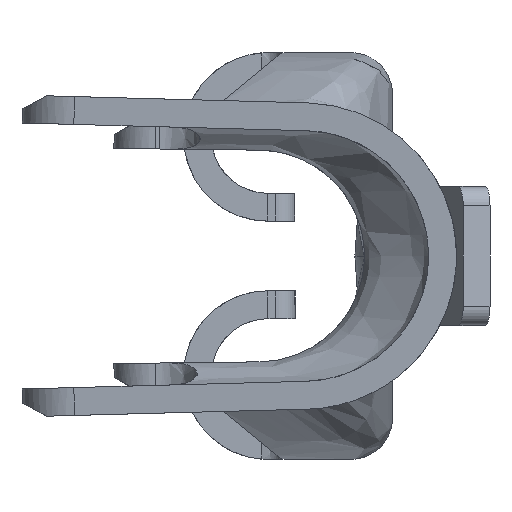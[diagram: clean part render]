
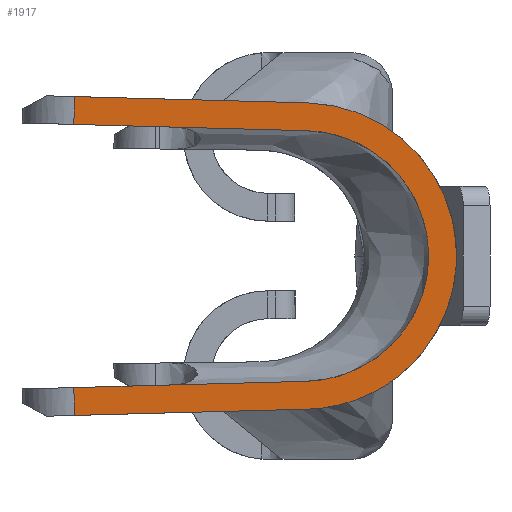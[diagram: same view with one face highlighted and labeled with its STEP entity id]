
A CAD part, left-side view. The second image highlights one B-rep face of the part: STEP entity #1917.
In plain terms, the highlighted planar face has unit normal (-0.998, 0.07, 0).
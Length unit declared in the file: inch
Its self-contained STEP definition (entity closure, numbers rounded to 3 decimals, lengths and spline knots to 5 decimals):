
#10 = EDGE_CURVE ( 'NONE', #1273, #2348, #5394, .T. ) ;
#96 = EDGE_CURVE ( 'NONE', #1657, #215, #5889, .T. ) ;
#117 = VECTOR ( 'NONE', #2345, 39.37008 ) ;
#164 = ORIENTED_EDGE ( 'NONE', *, *, #1369, .F. ) ;
#215 = VERTEX_POINT ( 'NONE', #3628 ) ;
#325 = EDGE_CURVE ( 'NONE', #1657, #1886, #2763, .T. ) ;
#328 = ORIENTED_EDGE ( 'NONE', *, *, #4288, .F. ) ;
#352 = DIRECTION ( 'NONE',  ( -0.07, -0.997, 0.027 ) ) ;
#374 = EDGE_CURVE ( 'NONE', #414, #5796, #4022, .T. ) ;
#414 = VERTEX_POINT ( 'NONE', #2310 ) ;
#748 = VERTEX_POINT ( 'NONE', #3150 ) ;
#811 = CARTESIAN_POINT ( 'NONE',  ( -0.60588, 0.02595, 0.04512 ) ) ;
#912 = CARTESIAN_POINT ( 'NONE',  ( -0.61221, -0.06455, 0.04269 ) ) ;
#1052 = CARTESIAN_POINT ( 'NONE',  ( -0.6059, 0.02568, -0.05512 ) ) ;
#1273 = VERTEX_POINT ( 'NONE', #2250 ) ;
#1369 = EDGE_CURVE ( 'NONE', #2348, #1886, #5275, .T. ) ;
#1391 = VECTOR ( 'NONE', #1719, 39.37008 ) ;
#1657 = VERTEX_POINT ( 'NONE', #2830 ) ;
#1719 = DIRECTION ( 'NONE',  ( 0.002, 0.027, -1. ) ) ;
#1815 = CARTESIAN_POINT ( 'NONE',  ( -0.60624, 0.02079, 0.04498 ) ) ;
#1867 = CARTESIAN_POINT ( 'NONE',  ( -0.61355, -0.08378, 0.05217 ) ) ;
#1885 = CARTESIAN_POINT ( 'NONE',  ( -0.60039, 0.1044, 0.04724 ) ) ;
#1886 = VERTEX_POINT ( 'NONE', #1885 ) ;
#1917 = ADVANCED_FACE ( 'NONE', ( #3494 ), #3391, .F. ) ;
#1937 = CARTESIAN_POINT ( 'NONE',  ( -0.60624, 0.02079, 0.04498 ) ) ;
#1952 = DIRECTION ( 'NONE',  ( 0.998, -0.07, 0. ) ) ;
#2217 = VECTOR ( 'NONE', #6181, 39.37008 ) ;
#2250 = CARTESIAN_POINT ( 'NONE',  ( -0.60624, 0.02079, -0.04498 ) ) ;
#2254 = CARTESIAN_POINT ( 'NONE',  ( -0.60041, 0.10413, -0.05723 ) ) ;
#2266 = VECTOR ( 'NONE', #352, 39.37008 ) ;
#2310 = CARTESIAN_POINT ( 'NONE',  ( -0.60039, 0.1044, -0.04724 ) ) ;
#2345 = DIRECTION ( 'NONE',  ( 0.07, 0.997, 0.027 ) ) ;
#2348 = VERTEX_POINT ( 'NONE', #1815 ) ;
#2363 = VECTOR ( 'NONE', #4029, 39.37008 ) ;
#2619 = VECTOR ( 'NONE', #5934, 39.37008 ) ;
#2763 = LINE ( 'NONE', #5482, #1391 ) ;
#2830 = CARTESIAN_POINT ( 'NONE',  ( -0.60041, 0.10413, 0.05723 ) ) ;
#3015 = ORIENTED_EDGE ( 'NONE', *, *, #374, .T. ) ;
#3016 = CARTESIAN_POINT ( 'NONE',  ( -0.6059, 0.02568, 0.05512 ) ) ;
#3149 = ORIENTED_EDGE ( 'NONE', *, *, #3468, .F. ) ;
#3150 = CARTESIAN_POINT ( 'NONE',  ( -0.60626, 0.02052, -0.05498 ) ) ;
#3251 = EDGE_CURVE ( 'NONE', #215, #748, #4709, .T. ) ;
#3354 = CARTESIAN_POINT ( 'NONE',  ( -0.60626, 0.02052, -0.05498 ) ) ;
#3391 = PLANE ( 'NONE',  #4841 ) ;
#3409 = CARTESIAN_POINT ( 'NONE',  ( -0.61, -0.033, -0.089 ) ) ;
#3468 = EDGE_CURVE ( 'NONE', #748, #5796, #6013, .T. ) ;
#3494 = FACE_OUTER_BOUND ( 'NONE', #3726, .T. ) ;
#3628 = CARTESIAN_POINT ( 'NONE',  ( -0.60626, 0.02052, 0.05498 ) ) ;
#3688 = CARTESIAN_POINT ( 'NONE',  ( -0.60048, 0.10318, -0.09269 ) ) ;
#3726 = EDGE_LOOP ( 'NONE', ( #3986, #5179, #164, #4118, #328, #3015, #3149, #5595 ) ) ;
#3896 = CARTESIAN_POINT ( 'NONE',  ( -0.61221, -0.06455, -0.04269 ) ) ;
#3986 = ORIENTED_EDGE ( 'NONE', *, *, #96, .F. ) ;
#4022 = LINE ( 'NONE', #3688, #2619 ) ;
#4029 = DIRECTION ( 'NONE',  ( 0.07, 0.997, -0.027 ) ) ;
#4118 = ORIENTED_EDGE ( 'NONE', *, *, #10, .F. ) ;
#4288 = EDGE_CURVE ( 'NONE', #414, #1273, #4762, .T. ) ;
#4709 =( BOUNDED_CURVE ( )  B_SPLINE_CURVE ( 3, ( #6040, #1867, #6063, #3354 ),
 .UNSPECIFIED., .F., .F. ) 
 B_SPLINE_CURVE_WITH_KNOTS ( ( 4, 4 ),
 ( 4.73932, 7.82705 ),
 .UNSPECIFIED. ) 
 CURVE ( )  GEOMETRIC_REPRESENTATION_ITEM ( )  RATIONAL_B_SPLINE_CURVE ( ( 1., 0.351, 0.351, 1. ) ) 
 REPRESENTATION_ITEM ( '' )  );
#4762 = LINE ( 'NONE', #6066, #2266 ) ;
#4841 = AXIS2_PLACEMENT_3D ( 'NONE', #3409, #1952, #5249 ) ;
#5179 = ORIENTED_EDGE ( 'NONE', *, *, #325, .T. ) ;
#5249 = DIRECTION ( 'NONE',  ( 0.07, 0.998, 0. ) ) ;
#5275 = LINE ( 'NONE', #811, #117 ) ;
#5394 =( BOUNDED_CURVE ( )  B_SPLINE_CURVE ( 3, ( #6099, #3896, #912, #1937 ),
 .UNSPECIFIED., .F., .F. ) 
 B_SPLINE_CURVE_WITH_KNOTS ( ( 4, 4 ),
 ( 4.73932, 7.82705 ),
 .UNSPECIFIED. ) 
 CURVE ( )  GEOMETRIC_REPRESENTATION_ITEM ( )  RATIONAL_B_SPLINE_CURVE ( ( 1., 0.351, 0.351, 1. ) ) 
 REPRESENTATION_ITEM ( '' )  );
#5482 = CARTESIAN_POINT ( 'NONE',  ( -0.60014, 0.10797, -0.08518 ) ) ;
#5595 = ORIENTED_EDGE ( 'NONE', *, *, #3251, .F. ) ;
#5796 = VERTEX_POINT ( 'NONE', #2254 ) ;
#5889 = LINE ( 'NONE', #3016, #2217 ) ;
#5934 = DIRECTION ( 'NONE',  ( -0.002, -0.027, -1. ) ) ;
#6013 = LINE ( 'NONE', #1052, #2363 ) ;
#6040 = CARTESIAN_POINT ( 'NONE',  ( -0.60626, 0.02052, 0.05498 ) ) ;
#6063 = CARTESIAN_POINT ( 'NONE',  ( -0.61355, -0.08378, -0.05217 ) ) ;
#6066 = CARTESIAN_POINT ( 'NONE',  ( -0.60588, 0.02595, -0.04512 ) ) ;
#6099 = CARTESIAN_POINT ( 'NONE',  ( -0.60624, 0.02079, -0.04498 ) ) ;
#6181 = DIRECTION ( 'NONE',  ( -0.07, -0.997, -0.027 ) ) ;
